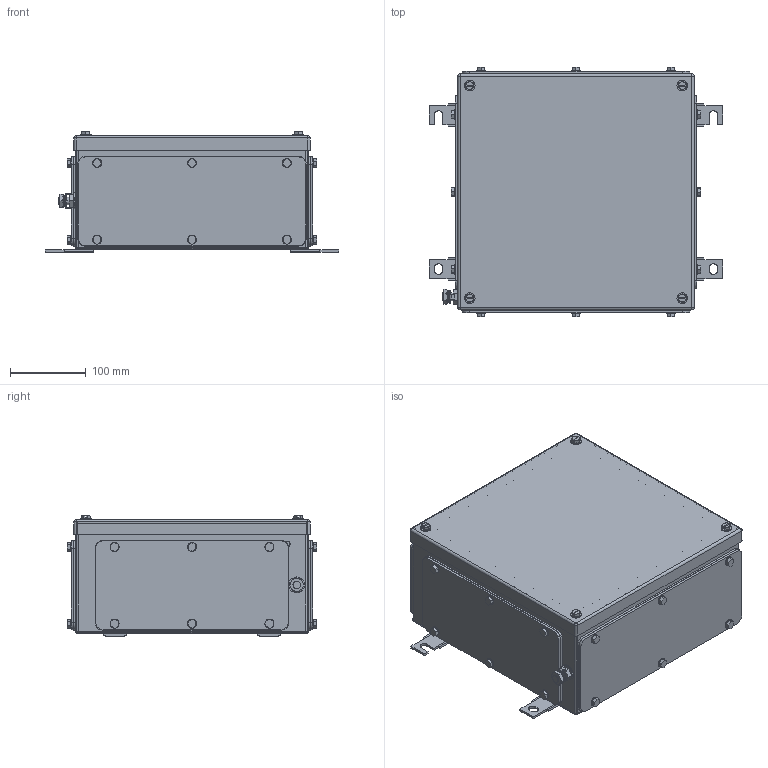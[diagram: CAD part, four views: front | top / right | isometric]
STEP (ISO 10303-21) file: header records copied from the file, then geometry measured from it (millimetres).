
FILE_DESCRIPTION(('CATIA V5 STEP Exchange','CAx-IF Rec.Pracs.--- Model Styling and Organization---1.4--- 2014-01-23'),'2;1');
FILE_NAME ('008623-4_2_1195840000_1195840000.stp','2019-09-24T12:16:03+00:00',('none'),('Weidmueller'),'CATIA Version 5-6 Release 2016 SP3 HF44','CATIA V5 STEP AP214','none');
FILE_SCHEMA(('AUTOMOTIVE_DESIGN { 1 0 10303 214 1 1 1 1 }'));
Products named in the file (1): Product7_AllCATPart
Bounding box: 387 x 328 x 158.5 mm (x, y, z)
Volume: 1131844.2 mm3; surface area: 1137730.6 mm2
Topology: 92 solids, 92 shells, 1944 faces, 4440 edges, 2756 vertices
Faces by surface type: cylinder 822, plane 708, cone 368, torus 30, sphere 16
Entity records: 51515 total; most frequent: CARTESIAN_POINT 10642, ORIENTED_EDGE 8720, DIRECTION 6799, EDGE_CURVE 4360, AXIS2_PLACEMENT_3D 3190, VERTEX_POINT 2756, EDGE_LOOP 2312, VECTOR 2246
